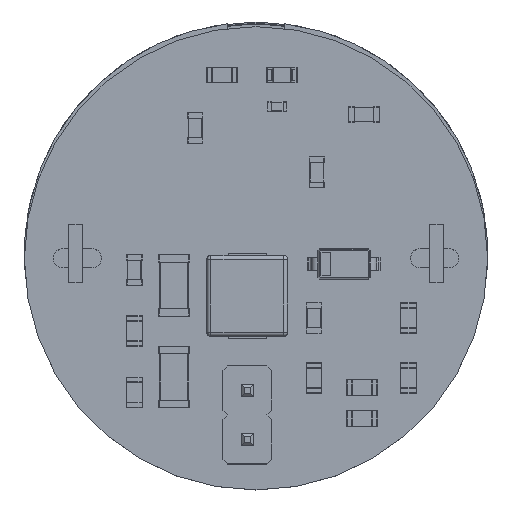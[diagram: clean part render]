
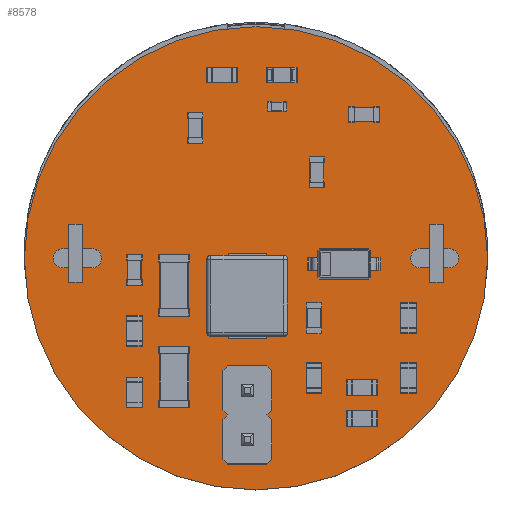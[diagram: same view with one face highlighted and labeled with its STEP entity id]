
A CAD part, top view. The second image highlights one B-rep face of the part: STEP entity #8578.
In plain terms, the highlighted planar face has unit normal (0, 0, 1).
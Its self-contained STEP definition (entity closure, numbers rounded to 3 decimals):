
#149=FACE_BOUND('',#1405,.T.);
#150=FACE_BOUND('',#1406,.T.);
#151=FACE_BOUND('',#1407,.T.);
#152=FACE_BOUND('',#1408,.T.);
#251=CIRCLE('',#9254,12.);
#258=CIRCLE('',#9263,0.5);
#259=CIRCLE('',#9264,0.5);
#260=CIRCLE('',#9265,0.5);
#261=CIRCLE('',#9266,0.5);
#262=CIRCLE('',#9267,0.5);
#263=CIRCLE('',#9268,0.5);
#917=FACE_OUTER_BOUND('',#1404,.T.);
#1404=EDGE_LOOP('',(#6456));
#1405=EDGE_LOOP('',(#6457));
#1406=EDGE_LOOP('',(#6458));
#1407=EDGE_LOOP('',(#6459,#6460,#6461,#6462));
#1408=EDGE_LOOP('',(#6463,#6464,#6465,#6466));
#2163=LINE('',#13519,#3013);
#2164=LINE('',#13522,#3014);
#2165=LINE('',#13527,#3015);
#2166=LINE('',#13530,#3016);
#3013=VECTOR('',#10921,1.);
#3014=VECTOR('',#10924,1.);
#3015=VECTOR('',#10927,1.);
#3016=VECTOR('',#10930,1.);
#3724=VERTEX_POINT('',#13486);
#3735=VERTEX_POINT('',#13511);
#3736=VERTEX_POINT('',#13513);
#3737=VERTEX_POINT('',#13515);
#3738=VERTEX_POINT('',#13516);
#3739=VERTEX_POINT('',#13518);
#3740=VERTEX_POINT('',#13520);
#3741=VERTEX_POINT('',#13523);
#3742=VERTEX_POINT('',#13524);
#3743=VERTEX_POINT('',#13526);
#3744=VERTEX_POINT('',#13528);
#4700=EDGE_CURVE('',#3724,#3724,#251,.T.);
#4711=EDGE_CURVE('',#3735,#3735,#258,.T.);
#4712=EDGE_CURVE('',#3736,#3736,#259,.T.);
#4713=EDGE_CURVE('',#3737,#3738,#260,.T.);
#4714=EDGE_CURVE('',#3739,#3737,#2163,.T.);
#4715=EDGE_CURVE('',#3740,#3739,#261,.T.);
#4716=EDGE_CURVE('',#3738,#3740,#2164,.T.);
#4717=EDGE_CURVE('',#3741,#3742,#262,.T.);
#4718=EDGE_CURVE('',#3743,#3741,#2165,.T.);
#4719=EDGE_CURVE('',#3744,#3743,#263,.T.);
#4720=EDGE_CURVE('',#3742,#3744,#2166,.T.);
#6456=ORIENTED_EDGE('',*,*,#4700,.T.);
#6457=ORIENTED_EDGE('',*,*,#4711,.T.);
#6458=ORIENTED_EDGE('',*,*,#4712,.T.);
#6459=ORIENTED_EDGE('',*,*,#4713,.F.);
#6460=ORIENTED_EDGE('',*,*,#4714,.F.);
#6461=ORIENTED_EDGE('',*,*,#4715,.F.);
#6462=ORIENTED_EDGE('',*,*,#4716,.F.);
#6463=ORIENTED_EDGE('',*,*,#4717,.F.);
#6464=ORIENTED_EDGE('',*,*,#4718,.F.);
#6465=ORIENTED_EDGE('',*,*,#4719,.F.);
#6466=ORIENTED_EDGE('',*,*,#4720,.F.);
#7917=PLANE('',#9262);
#8578=ADVANCED_FACE('',(#917,#149,#150,#151,#152),#7917,.T.);
#9254=AXIS2_PLACEMENT_3D('',#13488,#10893,#10894);
#9262=AXIS2_PLACEMENT_3D('',#13510,#10913,#10914);
#9263=AXIS2_PLACEMENT_3D('',#13512,#10915,#10916);
#9264=AXIS2_PLACEMENT_3D('',#13514,#10917,#10918);
#9265=AXIS2_PLACEMENT_3D('',#13517,#10919,#10920);
#9266=AXIS2_PLACEMENT_3D('',#13521,#10922,#10923);
#9267=AXIS2_PLACEMENT_3D('',#13525,#10925,#10926);
#9268=AXIS2_PLACEMENT_3D('',#13529,#10928,#10929);
#10893=DIRECTION('center_axis',(0.,0.,1.));
#10894=DIRECTION('ref_axis',(1.,0.,0.));
#10913=DIRECTION('center_axis',(0.,0.,1.));
#10914=DIRECTION('ref_axis',(1.,0.,0.));
#10915=DIRECTION('center_axis',(0.,0.,-1.));
#10916=DIRECTION('ref_axis',(0.,-1.,0.));
#10917=DIRECTION('center_axis',(0.,0.,-1.));
#10918=DIRECTION('ref_axis',(0.,-1.,0.));
#10919=DIRECTION('center_axis',(0.,0.,1.));
#10920=DIRECTION('ref_axis',(0.,1.,0.));
#10921=DIRECTION('',(-1.,0.,0.));
#10922=DIRECTION('center_axis',(0.,0.,1.));
#10923=DIRECTION('ref_axis',(0.,-1.,0.));
#10924=DIRECTION('',(1.,0.,0.));
#10925=DIRECTION('center_axis',(0.,0.,1.));
#10926=DIRECTION('ref_axis',(0.,1.,0.));
#10927=DIRECTION('',(-1.,0.,0.));
#10928=DIRECTION('center_axis',(0.,0.,1.));
#10929=DIRECTION('ref_axis',(0.,-1.,0.));
#10930=DIRECTION('',(1.,0.,0.));
#13486=CARTESIAN_POINT('',(145.4,-89.3,1.51));
#13488=CARTESIAN_POINT('Origin',(157.4,-89.3,1.51));
#13510=CARTESIAN_POINT('Origin',(0.,0.,1.51));
#13511=CARTESIAN_POINT('',(156.95,-98.19,1.51));
#13512=CARTESIAN_POINT('Origin',(156.95,-98.69,1.51));
#13513=CARTESIAN_POINT('',(156.95,-95.65,1.51));
#13514=CARTESIAN_POINT('Origin',(156.95,-96.15,1.51));
#13515=CARTESIAN_POINT('',(147.4,-88.8,1.51));
#13516=CARTESIAN_POINT('',(147.4,-89.8,1.51));
#13517=CARTESIAN_POINT('Origin',(147.4,-89.3,1.51));
#13518=CARTESIAN_POINT('',(148.9,-88.8,1.51));
#13519=CARTESIAN_POINT('',(148.9,-88.8,1.51));
#13520=CARTESIAN_POINT('',(148.9,-89.8,1.51));
#13521=CARTESIAN_POINT('Origin',(148.9,-89.3,1.51));
#13522=CARTESIAN_POINT('',(147.4,-89.8,1.51));
#13523=CARTESIAN_POINT('',(165.9,-88.8,1.51));
#13524=CARTESIAN_POINT('',(165.9,-89.8,1.51));
#13525=CARTESIAN_POINT('Origin',(165.9,-89.3,1.51));
#13526=CARTESIAN_POINT('',(167.4,-88.8,1.51));
#13527=CARTESIAN_POINT('',(167.4,-88.8,1.51));
#13528=CARTESIAN_POINT('',(167.4,-89.8,1.51));
#13529=CARTESIAN_POINT('Origin',(167.4,-89.3,1.51));
#13530=CARTESIAN_POINT('',(165.9,-89.8,1.51));
